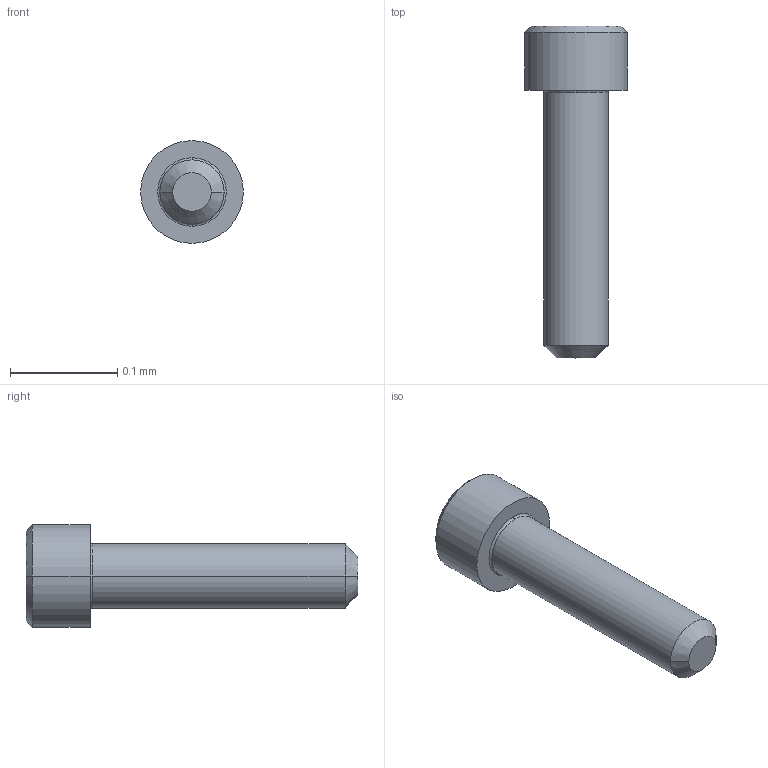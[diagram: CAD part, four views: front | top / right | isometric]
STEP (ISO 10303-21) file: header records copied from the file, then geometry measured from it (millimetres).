
FILE_DESCRIPTION(('produced by SPATIAL CORP'),'2;1');
FILE_NAME( 'nas1351c00-4.hh.sat.stp','2002-04-22T18:10:19+00:00',('SPATIAL CORP'),( 'SPATIAL CORP'),'ACIS STEP Husk','http://www.spatial.com', 'SPATIAL CORP');
FILE_SCHEMA(('CONFIG_CONTROL_DESIGN'));
Length unit declared in the file: millimetre
Products named in the file (1): PRODUCT_ID_1
Bounding box: 0.1 x 0.31 x 0.1 mm (x, y, z)
Volume: 0 mm3; surface area: 0.1 mm2
Topology: 1 solids, 1 shells, 26 faces, 57 edges, 35 vertices
Faces by surface type: plane 10, cylinder 10, cone 4, torus 2
Entity records: 943 total; most frequent: CARTESIAN_POINT 328, ORIENTED_EDGE 114, DIRECTION 98, EDGE_CURVE 57, VERTEX_POINT 35, AXIS2_PLACEMENT_3D 33, VECTOR 32, LINE 32
